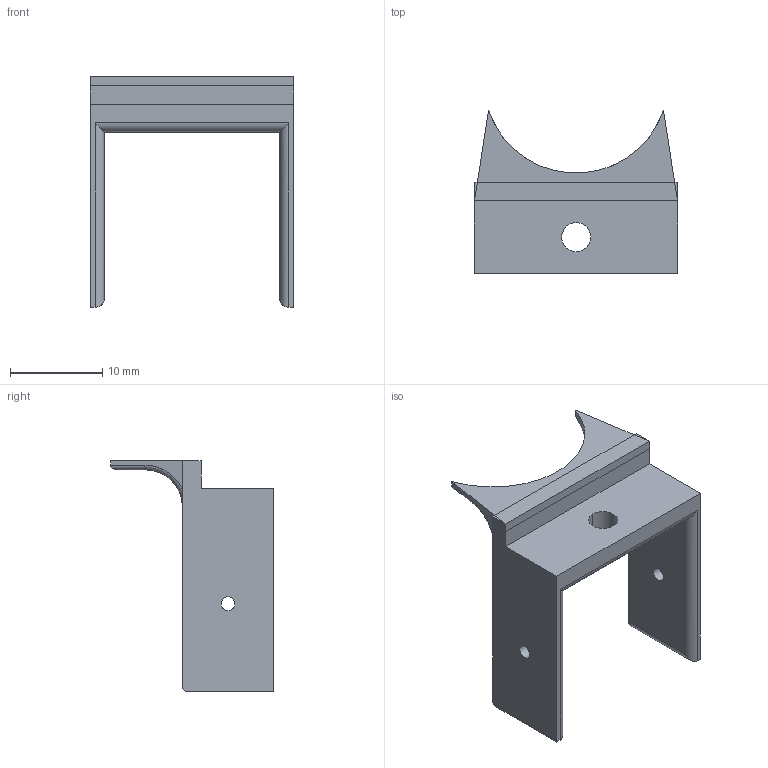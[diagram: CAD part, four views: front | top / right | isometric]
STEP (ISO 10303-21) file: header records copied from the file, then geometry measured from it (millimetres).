
FILE_DESCRIPTION(('FreeCAD Model'),'2;1');
FILE_NAME('Open CASCADE Shape Model','2025-01-11T10:29:56',(''),(''), 'Open CASCADE STEP processor 7.8','FreeCAD','Unknown');
FILE_SCHEMA(('AUTOMOTIVE_DESIGN { 1 0 10303 214 1 1 1 1 }'));
Length unit declared in the file: millimetre
Products named in the file (1): camera mount
Bounding box: 22 x 17.64 x 25 mm (x, y, z)
Volume: 1406.3 mm3; surface area: 1725 mm2
Topology: 1 solids, 1 shells, 44 faces, 110 edges, 66 vertices
Faces by surface type: plane 20, cylinder 19, bspline 3, torus 2
Full cylindrical faces by diameter (mm): 1.5 x2
Entity records: 3408 total; most frequent: CARTESIAN_POINT 1257, DIRECTION 387, LINE 238, VECTOR 238, ORIENTED_EDGE 216, PCURVE 216, DEFINITIONAL_REPRESENTATION 216, EDGE_CURVE 108
